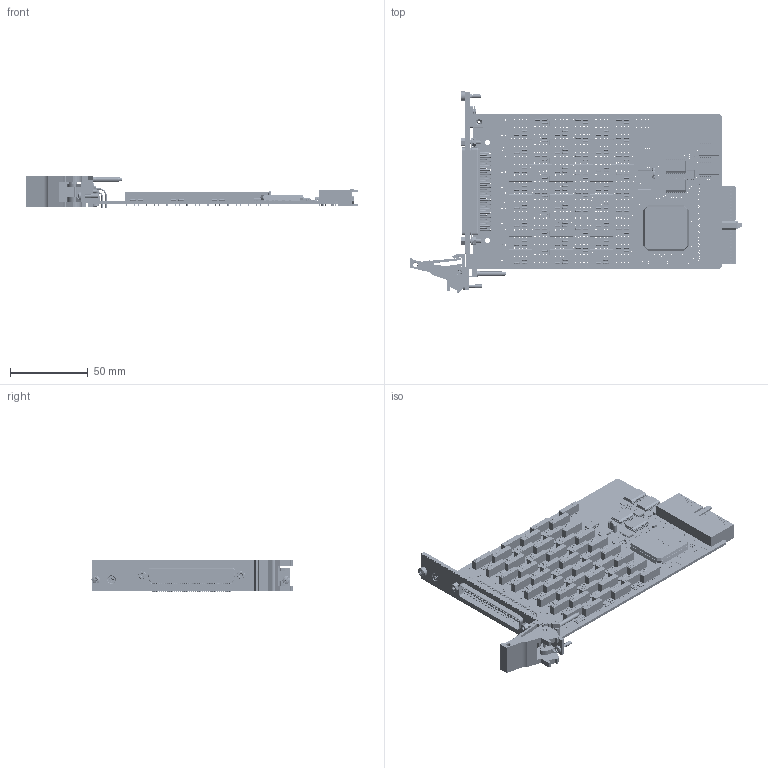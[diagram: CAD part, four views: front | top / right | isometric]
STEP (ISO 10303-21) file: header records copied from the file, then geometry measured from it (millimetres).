
FILE_DESCRIPTION (( 'STEP AP214' ), '1' );
FILE_NAME ('40-294-001 Programmable Resistor Card.STEP', '2013-08-23T09:18:05', ( 'admin' ), ( '' ), 'SwSTEP 2.0', 'SolidWorks 2012', '' );
FILE_SCHEMA (( 'AUTOMOTIVE_DESIGN' ));
Length unit declared in the file: millimetre
Products named in the file (1): 40-294-001 Programmable Resistor Card
Bounding box: 214.03 x 129.67 x 20.3 mm (x, y, z)
Surface area: 78950.2 mm2 (no closed solid volume)
Topology: 0 solids, 1984 shells, 6636 faces, 37502 edges, 32066 vertices
Faces by surface type: plane 3895, cylinder 2350, torus 281, bspline 69, cone 24, sphere 17
Full cylindrical faces by diameter (mm): 0.278 x2, 0.406 x339, 0.5 x2, 0.6 x110, 0.7 x196, 0.75 x336, 0.8 x3, 0.9 x177, 0.95 x72, 1 x3, 1.016 x3, 1.16 x139, 1.25 x139, 1.26 x139, 1.496 x2, 2 x5, 2.05 x3, 2.497 x1, 2.5 x5, 2.6 x1, 2.7 x1, 2.8 x1, 3 x3, 3.3 x2, 4.35 x1, 4.7 x1, 5 x3, 5.2 x2, 5.3 x1, 5.7 x2
Entity records: 532708 total; most frequent: CARTESIAN_POINT 192370, DIRECTION 47631, ORIENTED_EDGE 42273, EDGE_CURVE 35119, VERTEX_POINT 31675, LINE 20117, VECTOR 20117, AXIS2_PLACEMENT_3D 13757
